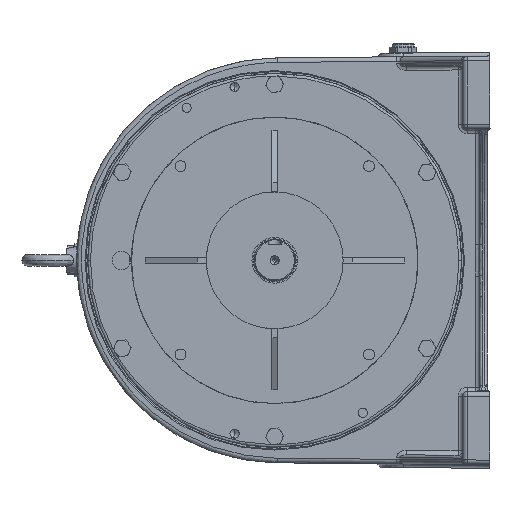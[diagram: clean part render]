
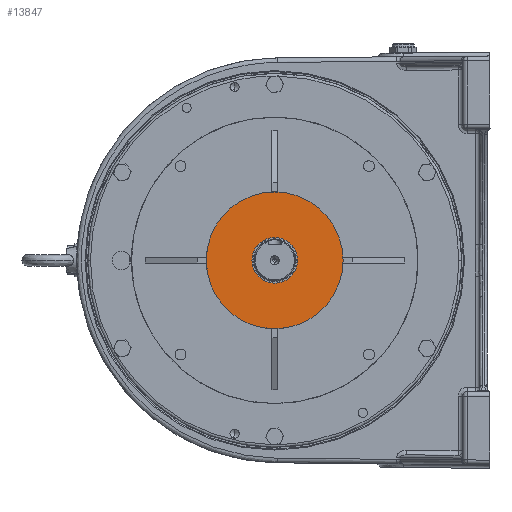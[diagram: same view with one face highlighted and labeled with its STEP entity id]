
A CAD part, left-side view. The second image highlights one B-rep face of the part: STEP entity #13847.
In plain terms, the highlighted planar face has unit normal (-1, 0, 0).
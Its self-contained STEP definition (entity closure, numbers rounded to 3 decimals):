
#980 = ORIENTED_EDGE ( 'NONE', *, *, #26434, .F. ) ;
#1736 = CIRCLE ( 'NONE', #11412, 25. ) ;
#2690 = VERTEX_POINT ( 'NONE', #31706 ) ;
#4034 = EDGE_CURVE ( 'NONE', #53091, #23890, #35915, .T. ) ;
#7492 = DIRECTION ( 'NONE',  ( 1., 0., 0. ) ) ;
#8473 = FACE_OUTER_BOUND ( 'NONE', #55334, .T. ) ;
#11412 = AXIS2_PLACEMENT_3D ( 'NONE', #21011, #45288, #51648 ) ;
#13153 = CARTESIAN_POINT ( 'NONE',  ( -291.5, 236., 0. ) ) ;
#13847 = ADVANCED_FACE ( 'NONE', ( #8473, #27662 ), #43816, .F. ) ;
#15511 = AXIS2_PLACEMENT_3D ( 'NONE', #35652, #34993, #35323 ) ;
#17013 = CIRCLE ( 'NONE', #18093, 25. ) ;
#18093 = AXIS2_PLACEMENT_3D ( 'NONE', #13153, #33677, #39054 ) ;
#21011 = CARTESIAN_POINT ( 'NONE',  ( -291.5, 236., 0. ) ) ;
#23890 = VERTEX_POINT ( 'NONE', #47998 ) ;
#25864 = AXIS2_PLACEMENT_3D ( 'NONE', #38090, #7492, #38757 ) ;
#26434 = EDGE_CURVE ( 'NONE', #23890, #53091, #49951, .T. ) ;
#27662 = FACE_BOUND ( 'NONE', #28854, .T. ) ;
#28667 = EDGE_CURVE ( 'NONE', #2690, #44293, #1736, .T. ) ;
#28854 = EDGE_LOOP ( 'NONE', ( #64761, #32747 ) ) ;
#30003 = ORIENTED_EDGE ( 'NONE', *, *, #4034, .F. ) ;
#30930 = DIRECTION ( 'NONE',  ( 1., 0., 0. ) ) ;
#31706 = CARTESIAN_POINT ( 'NONE',  ( -291.5, 236., -25. ) ) ;
#32747 = ORIENTED_EDGE ( 'NONE', *, *, #28667, .F. ) ;
#33677 = DIRECTION ( 'NONE',  ( -1., 0., 0. ) ) ;
#34993 = DIRECTION ( 'NONE',  ( 1., 0., 0. ) ) ;
#35323 = DIRECTION ( 'NONE',  ( 0., 0., -1. ) ) ;
#35652 = CARTESIAN_POINT ( 'NONE',  ( -291.5, 236., 0. ) ) ;
#35915 = CIRCLE ( 'NONE', #15511, 75. ) ;
#36855 = CARTESIAN_POINT ( 'NONE',  ( -291.5, 236., 25. ) ) ;
#38090 = CARTESIAN_POINT ( 'NONE',  ( -291.5, 236., 0. ) ) ;
#38757 = DIRECTION ( 'NONE',  ( 0., 0., -1. ) ) ;
#39054 = DIRECTION ( 'NONE',  ( 0., 0., -1. ) ) ;
#41355 = DIRECTION ( 'NONE',  ( 0., 0., -1. ) ) ;
#43518 = AXIS2_PLACEMENT_3D ( 'NONE', #56172, #30930, #41355 ) ;
#43816 = PLANE ( 'NONE',  #25864 ) ;
#44293 = VERTEX_POINT ( 'NONE', #36855 ) ;
#45288 = DIRECTION ( 'NONE',  ( -1., 0., 0. ) ) ;
#47998 = CARTESIAN_POINT ( 'NONE',  ( -291.5, 236., 75. ) ) ;
#49951 = CIRCLE ( 'NONE', #43518, 75. ) ;
#51648 = DIRECTION ( 'NONE',  ( 0., 0., -1. ) ) ;
#52565 = CARTESIAN_POINT ( 'NONE',  ( -291.5, 236., -75. ) ) ;
#53091 = VERTEX_POINT ( 'NONE', #52565 ) ;
#55334 = EDGE_LOOP ( 'NONE', ( #30003, #980 ) ) ;
#56172 = CARTESIAN_POINT ( 'NONE',  ( -291.5, 236., 0. ) ) ;
#64761 = ORIENTED_EDGE ( 'NONE', *, *, #66441, .F. ) ;
#66441 = EDGE_CURVE ( 'NONE', #44293, #2690, #17013, .T. ) ;
